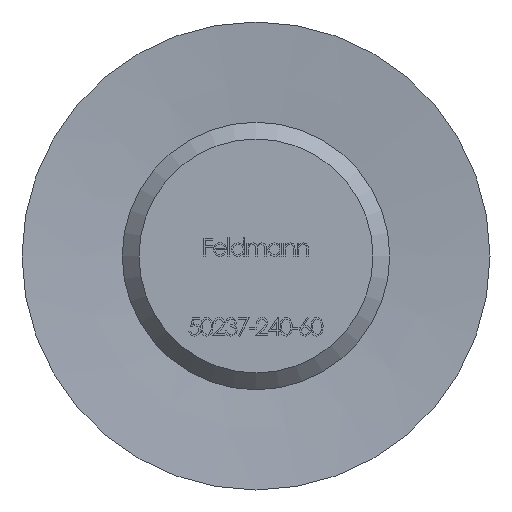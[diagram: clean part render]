
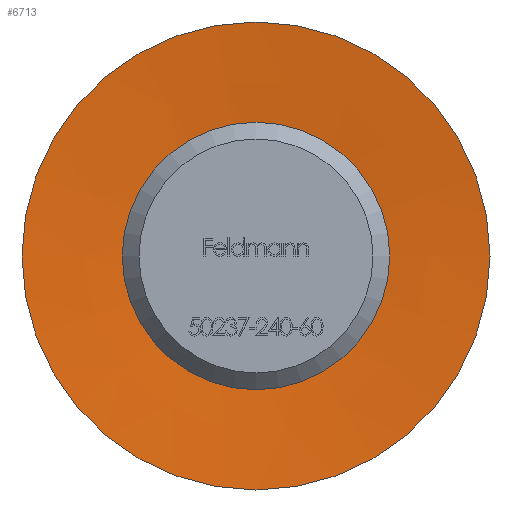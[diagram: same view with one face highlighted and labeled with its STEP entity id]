
A CAD part, front view. The second image highlights one B-rep face of the part: STEP entity #6713.
In plain terms, the highlighted conical face has half-angle 85 degrees and reference radius 3.373 mm.
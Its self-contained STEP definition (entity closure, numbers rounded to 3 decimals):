
#58 = ORIENTED_EDGE ( 'NONE', *, *, #9048, .F. ) ;
#505 = EDGE_LOOP ( 'NONE', ( #58 ) ) ;
#574 = DIRECTION ( 'NONE',  ( 0., -1., 0. ) ) ;
#899 = CIRCLE ( 'NONE', #3466, 3.373 ) ;
#2267 = CARTESIAN_POINT ( 'NONE',  ( 0., 0.317, 0. ) ) ;
#2899 = CIRCLE ( 'NONE', #13424, 7. ) ;
#2934 = VERTEX_POINT ( 'NONE', #9033 ) ;
#3466 = AXIS2_PLACEMENT_3D ( 'NONE', #2267, #12288, #9001 ) ;
#6713 = ADVANCED_FACE ( 'NONE', ( #9824, #6797 ), #12469, .F. ) ;
#6797 = FACE_BOUND ( 'NONE', #505, .T. ) ;
#6873 = ORIENTED_EDGE ( 'NONE', *, *, #11735, .T. ) ;
#6978 = DIRECTION ( 'NONE',  ( 0., -1., 0. ) ) ;
#8128 = VERTEX_POINT ( 'NONE', #13379 ) ;
#8490 = CARTESIAN_POINT ( 'NONE',  ( 0., 0.317, 0. ) ) ;
#9001 = DIRECTION ( 'NONE',  ( 1., 0., 0. ) ) ;
#9033 = CARTESIAN_POINT ( 'NONE',  ( 3.373, 0.317, 0. ) ) ;
#9048 = EDGE_CURVE ( 'NONE', #2934, #2934, #899, .T. ) ;
#9235 = DIRECTION ( 'NONE',  ( 1., 0., 0. ) ) ;
#9824 = FACE_OUTER_BOUND ( 'NONE', #10303, .T. ) ;
#10303 = EDGE_LOOP ( 'NONE', ( #6873 ) ) ;
#10801 = DIRECTION ( 'NONE',  ( 1., 0., 0. ) ) ;
#11735 = EDGE_CURVE ( 'NONE', #8128, #8128, #2899, .T. ) ;
#12288 = DIRECTION ( 'NONE',  ( 0., -1., 0. ) ) ;
#12469 = CONICAL_SURFACE ( 'NONE', #14180, 3.373, 1.484 ) ;
#12616 = CARTESIAN_POINT ( 'NONE',  ( 0., 0., 0. ) ) ;
#13379 = CARTESIAN_POINT ( 'NONE',  ( 7., 0., 0. ) ) ;
#13424 = AXIS2_PLACEMENT_3D ( 'NONE', #12616, #6978, #9235 ) ;
#14180 = AXIS2_PLACEMENT_3D ( 'NONE', #8490, #574, #10801 ) ;
